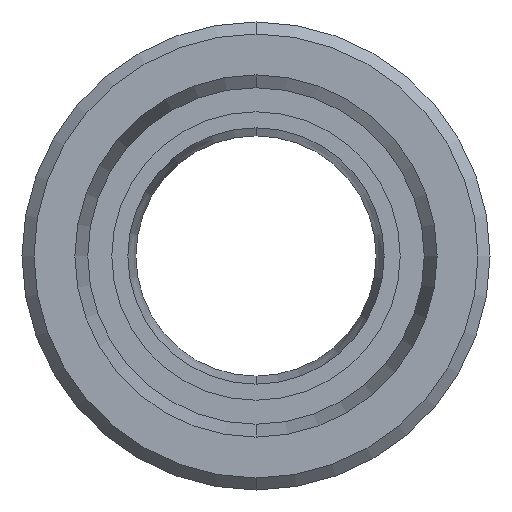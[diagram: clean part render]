
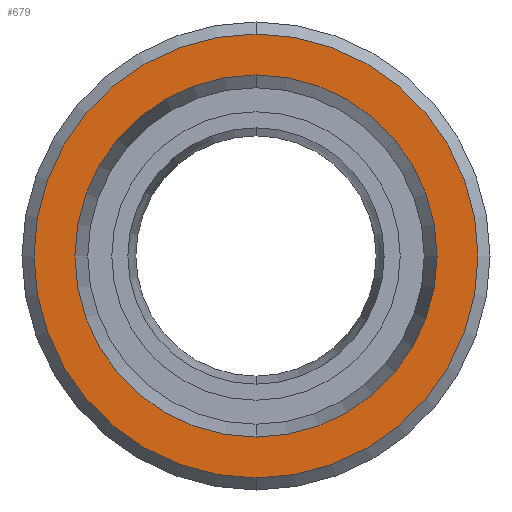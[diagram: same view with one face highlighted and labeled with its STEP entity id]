
A CAD part, left-side view. The second image highlights one B-rep face of the part: STEP entity #679.
In plain terms, the highlighted planar face has unit normal (-1, 0, 0).
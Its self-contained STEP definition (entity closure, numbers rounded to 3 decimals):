
#56 = FACE_OUTER_BOUND ( 'NONE', #219, .T. ) ;
#107 = DIRECTION ( 'NONE',  ( 0., 0., 1. ) ) ;
#110 = DIRECTION ( 'NONE',  ( -1., 0., 0. ) ) ;
#147 = PLANE ( 'NONE',  #565 ) ;
#159 = VERTEX_POINT ( 'NONE', #709 ) ;
#192 = DIRECTION ( 'NONE',  ( -1., 0., 0. ) ) ;
#199 = DIRECTION ( 'NONE',  ( 0., 0., 1. ) ) ;
#202 = EDGE_CURVE ( 'NONE', #870, #575, #448, .T. ) ;
#219 = EDGE_LOOP ( 'NONE', ( #943, #440 ) ) ;
#223 = EDGE_CURVE ( 'NONE', #575, #870, #708, .T. ) ;
#242 = ORIENTED_EDGE ( 'NONE', *, *, #901, .F. ) ;
#244 = AXIS2_PLACEMENT_3D ( 'NONE', #815, #446, #199 ) ;
#311 = ORIENTED_EDGE ( 'NONE', *, *, #571, .F. ) ;
#322 = VERTEX_POINT ( 'NONE', #676 ) ;
#397 = DIRECTION ( 'NONE',  ( -1., 0., 0. ) ) ;
#440 = ORIENTED_EDGE ( 'NONE', *, *, #223, .T. ) ;
#446 = DIRECTION ( 'NONE',  ( -1., 0., 0. ) ) ;
#448 = CIRCLE ( 'NONE', #466, 27.712 ) ;
#466 = AXIS2_PLACEMENT_3D ( 'NONE', #713, #1062, #107 ) ;
#500 = EDGE_LOOP ( 'NONE', ( #242, #311 ) ) ;
#529 = AXIS2_PLACEMENT_3D ( 'NONE', #544, #192, #531 ) ;
#531 = DIRECTION ( 'NONE',  ( 0., 0., 1. ) ) ;
#544 = CARTESIAN_POINT ( 'NONE',  ( -46.631, 0., 0. ) ) ;
#565 = AXIS2_PLACEMENT_3D ( 'NONE', #572, #397, #843 ) ;
#571 = EDGE_CURVE ( 'NONE', #322, #159, #810, .T. ) ;
#572 = CARTESIAN_POINT ( 'NONE',  ( -46.631, 0., 0. ) ) ;
#575 = VERTEX_POINT ( 'NONE', #1076 ) ;
#631 = CARTESIAN_POINT ( 'NONE',  ( -46.631, 0., 0. ) ) ;
#676 = CARTESIAN_POINT ( 'NONE',  ( -46.631, 0., -22.608 ) ) ;
#679 = ADVANCED_FACE ( 'NONE', ( #56, #1020 ), #147, .T. ) ;
#708 = CIRCLE ( 'NONE', #244, 27.712 ) ;
#709 = CARTESIAN_POINT ( 'NONE',  ( -46.631, 0., 22.608 ) ) ;
#713 = CARTESIAN_POINT ( 'NONE',  ( -46.631, 0., 0. ) ) ;
#717 = DIRECTION ( 'NONE',  ( 0., 0., 1. ) ) ;
#810 = CIRCLE ( 'NONE', #529, 22.608 ) ;
#815 = CARTESIAN_POINT ( 'NONE',  ( -46.631, 0., 0. ) ) ;
#843 = DIRECTION ( 'NONE',  ( 0., 0., 1. ) ) ;
#866 = AXIS2_PLACEMENT_3D ( 'NONE', #631, #110, #717 ) ;
#870 = VERTEX_POINT ( 'NONE', #874 ) ;
#874 = CARTESIAN_POINT ( 'NONE',  ( -46.631, 0., -27.712 ) ) ;
#901 = EDGE_CURVE ( 'NONE', #159, #322, #993, .T. ) ;
#943 = ORIENTED_EDGE ( 'NONE', *, *, #202, .T. ) ;
#993 = CIRCLE ( 'NONE', #866, 22.608 ) ;
#1020 = FACE_BOUND ( 'NONE', #500, .T. ) ;
#1062 = DIRECTION ( 'NONE',  ( -1., 0., 0. ) ) ;
#1076 = CARTESIAN_POINT ( 'NONE',  ( -46.631, 0., 27.712 ) ) ;
